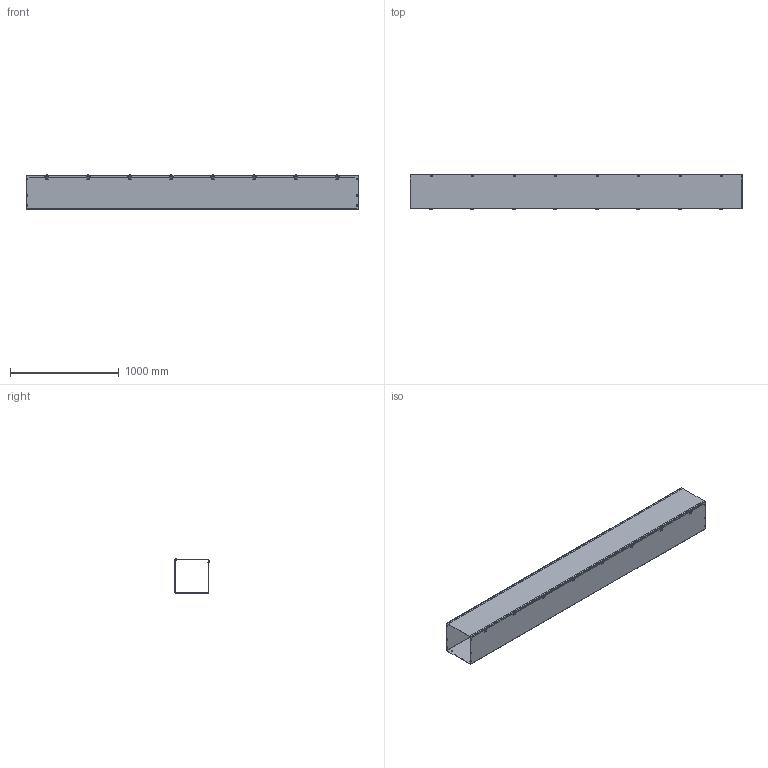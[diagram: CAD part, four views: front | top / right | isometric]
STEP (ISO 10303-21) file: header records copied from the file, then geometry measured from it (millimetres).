
FILE_DESCRIPTION(/* description */ ('HS, NK, BLR 12X12X120'),/* implementation_level */ '2;1');
FILE_NAME(/* name */ 'HS121210NK.stp',/* time_stamp */ '2017-06-22T19:40:39+05:00',/* author */ ('vdas'),/* organization */ (''),/* preprocessor_version */ 'ST-DEVELOPER v16.1',/* originating_system */ 'Autodesk Inventor 2016',/* authorisation */ '');
FILE_SCHEMA (('AUTOMOTIVE_DESIGN { 1 0 10303 214 3 1 1 }'));
Length unit declared in the file: inch
Products named in the file (5): HS121210NKBLR; HS121210NKLID; 372141; 31816; HS121210NK
Assembly tree (26 placements, depth 2):
  HS121210NK
    HS121210NKBLR
    HS121210NKLID
    372141  x16
    31816  x8
Bounding box: 3048 x 317.62 x 313.87 mm (x, y, z)
Volume: 7402356.5 mm3; surface area: 7913059.1 mm2
Topology: 26 solids, 26 shells, 1843 faces, 4553 edges, 2778 vertices
Faces by surface type: plane 815, cone 432, cylinder 368, torus 208, bspline 20
Full cylindrical faces by diameter (mm): 4.089 x16, 4.595 x128, 6.35 x4, 7.938 x16
Entity records: 15046 total; most frequent: CARTESIAN_POINT 3090, DIRECTION 2319, ORIENTED_EDGE 2302, EDGE_CURVE 1151, LINE 801, VECTOR 801, VERTEX_POINT 780, AXIS2_PLACEMENT_3D 759
